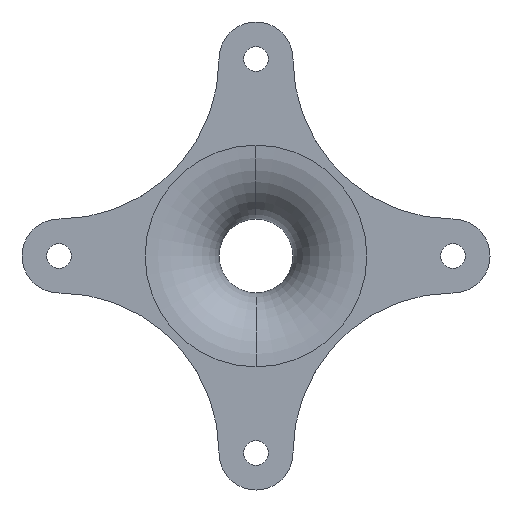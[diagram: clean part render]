
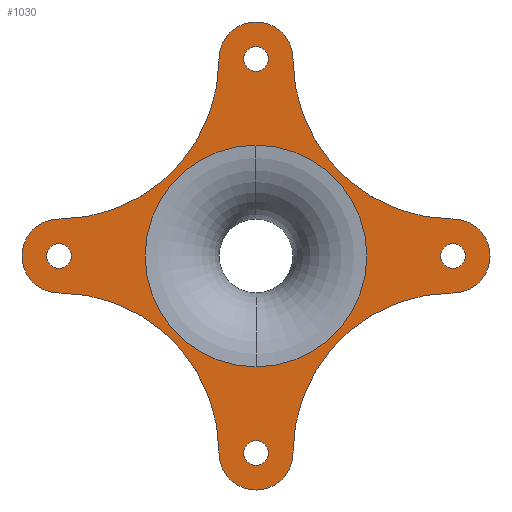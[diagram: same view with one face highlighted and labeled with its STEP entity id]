
A CAD part, front view. The second image highlights one B-rep face of the part: STEP entity #1030.
In plain terms, the highlighted planar face has unit normal (0, -1, 0).
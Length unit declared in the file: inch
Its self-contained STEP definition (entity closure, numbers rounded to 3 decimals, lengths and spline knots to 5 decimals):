
#1=CARTESIAN_POINT('',(0.,0.,-4.));
#2=DIRECTION('',(0.,-1.,0.));
#3=DIRECTION('',(1.,0.,0.));
#4=AXIS2_PLACEMENT_3D('',#1,#2,#3);
#6=CARTESIAN_POINT('',(0.,0.,-4.));
#7=DIRECTION('',(0.,-1.,0.));
#8=DIRECTION('',(-1.,0.,0.));
#9=AXIS2_PLACEMENT_3D('',#6,#7,#8);
#11=CARTESIAN_POINT('',(4.,0.,0.));
#12=DIRECTION('',(0.,-1.,0.));
#13=DIRECTION('',(1.,0.,0.));
#14=AXIS2_PLACEMENT_3D('',#11,#12,#13);
#16=CARTESIAN_POINT('',(4.,0.,0.));
#17=DIRECTION('',(0.,-1.,0.));
#18=DIRECTION('',(-1.,0.,0.));
#19=AXIS2_PLACEMENT_3D('',#16,#17,#18);
#21=CARTESIAN_POINT('',(0.,0.,4.));
#22=DIRECTION('',(0.,-1.,0.));
#23=DIRECTION('',(1.,0.,0.));
#24=AXIS2_PLACEMENT_3D('',#21,#22,#23);
#26=CARTESIAN_POINT('',(0.,0.,4.));
#27=DIRECTION('',(0.,-1.,0.));
#28=DIRECTION('',(-1.,0.,0.));
#29=AXIS2_PLACEMENT_3D('',#26,#27,#28);
#31=CARTESIAN_POINT('',(-4.,0.,0.));
#32=DIRECTION('',(0.,-1.,0.));
#33=DIRECTION('',(1.,0.,0.));
#34=AXIS2_PLACEMENT_3D('',#31,#32,#33);
#36=CARTESIAN_POINT('',(-4.,0.,0.));
#37=DIRECTION('',(0.,-1.,0.));
#38=DIRECTION('',(-1.,0.,0.));
#39=AXIS2_PLACEMENT_3D('',#36,#37,#38);
#41=CARTESIAN_POINT('',(-4.,0.,0.));
#42=DIRECTION('',(0.,1.,0.));
#43=DIRECTION('',(0.,0.,-1.));
#44=AXIS2_PLACEMENT_3D('',#41,#42,#43);
#46=CARTESIAN_POINT('',(0.,0.,4.));
#47=DIRECTION('',(0.,1.,0.));
#48=DIRECTION('',(-1.,0.,0.));
#49=AXIS2_PLACEMENT_3D('',#46,#47,#48);
#51=CARTESIAN_POINT('',(4.,0.,0.));
#52=DIRECTION('',(0.,1.,0.));
#53=DIRECTION('',(0.,0.,1.));
#54=AXIS2_PLACEMENT_3D('',#51,#52,#53);
#56=CARTESIAN_POINT('',(0.,0.,-4.));
#57=DIRECTION('',(0.,1.,0.));
#58=DIRECTION('',(1.,0.,0.));
#59=AXIS2_PLACEMENT_3D('',#56,#57,#58);
#61=CARTESIAN_POINT('',(0.,0.,0.));
#62=DIRECTION('',(0.,1.,0.));
#63=DIRECTION('',(0.,0.,1.));
#64=AXIS2_PLACEMENT_3D('',#61,#62,#63);
#66=CARTESIAN_POINT('',(0.,0.,0.));
#67=DIRECTION('',(0.,1.,0.));
#68=DIRECTION('',(0.,0.,-1.));
#69=AXIS2_PLACEMENT_3D('',#66,#67,#68);
#415=CARTESIAN_POINT('',(-4.,0.,-4.));
#416=DIRECTION('',(0.,1.,0.));
#417=DIRECTION('',(0.,0.,1.));
#418=AXIS2_PLACEMENT_3D('',#415,#416,#417);
#438=CARTESIAN_POINT('',(-4.,0.,4.));
#439=DIRECTION('',(0.,1.,0.));
#440=DIRECTION('',(1.,0.,0.));
#441=AXIS2_PLACEMENT_3D('',#438,#439,#440);
#461=CARTESIAN_POINT('',(4.,0.,4.));
#462=DIRECTION('',(0.,1.,0.));
#463=DIRECTION('',(0.,0.,-1.));
#464=AXIS2_PLACEMENT_3D('',#461,#462,#463);
#840=CARTESIAN_POINT('',(4.,0.,-4.));
#841=DIRECTION('',(0.,1.,0.));
#842=DIRECTION('',(-1.,0.,0.));
#843=AXIS2_PLACEMENT_3D('',#840,#841,#842);
#861=CARTESIAN_POINT('',(0.25,0.,-4.));
#862=CARTESIAN_POINT('',(-0.25,0.,-4.));
#863=VERTEX_POINT('',#861);
#864=VERTEX_POINT('',#862);
#865=CARTESIAN_POINT('',(4.25,0.,0.));
#866=CARTESIAN_POINT('',(3.75,0.,0.));
#867=VERTEX_POINT('',#865);
#868=VERTEX_POINT('',#866);
#869=CARTESIAN_POINT('',(0.25,0.,4.));
#870=CARTESIAN_POINT('',(-0.25,0.,4.));
#871=VERTEX_POINT('',#869);
#872=VERTEX_POINT('',#870);
#873=CARTESIAN_POINT('',(-3.75,0.,0.));
#874=CARTESIAN_POINT('',(-4.25,0.,0.));
#875=VERTEX_POINT('',#873);
#876=VERTEX_POINT('',#874);
#893=CARTESIAN_POINT('',(4.,0.,0.75));
#895=VERTEX_POINT('',#893);
#897=CARTESIAN_POINT('',(0.75,0.,4.));
#899=VERTEX_POINT('',#897);
#901=CARTESIAN_POINT('',(-0.75,0.,4.));
#903=VERTEX_POINT('',#901);
#905=CARTESIAN_POINT('',(-4.,0.,0.75));
#907=VERTEX_POINT('',#905);
#909=CARTESIAN_POINT('',(-4.,0.,-0.75));
#911=VERTEX_POINT('',#909);
#913=CARTESIAN_POINT('',(-0.75,0.,-4.));
#915=VERTEX_POINT('',#913);
#917=CARTESIAN_POINT('',(0.75,0.,-4.));
#919=VERTEX_POINT('',#917);
#921=CARTESIAN_POINT('',(4.,0.,-0.75));
#923=VERTEX_POINT('',#921);
#969=CARTESIAN_POINT('',(0.,0.,2.25));
#970=CARTESIAN_POINT('',(0.,0.,-2.25));
#971=VERTEX_POINT('',#969);
#972=VERTEX_POINT('',#970);
#977=CARTESIAN_POINT('',(0.,0.,0.));
#978=DIRECTION('',(0.,1.,0.));
#979=DIRECTION('',(1.,0.,0.));
#980=AXIS2_PLACEMENT_3D('',#977,#978,#979);
#981=PLANE('',#980);
#983=ORIENTED_EDGE('',*,*,#982,.T.);
#985=ORIENTED_EDGE('',*,*,#984,.F.);
#987=ORIENTED_EDGE('',*,*,#986,.T.);
#989=ORIENTED_EDGE('',*,*,#988,.F.);
#991=ORIENTED_EDGE('',*,*,#990,.T.);
#993=ORIENTED_EDGE('',*,*,#992,.F.);
#995=ORIENTED_EDGE('',*,*,#994,.T.);
#997=ORIENTED_EDGE('',*,*,#996,.F.);
#998=EDGE_LOOP('',(#983,#985,#987,#989,#991,#993,#995,#997));
#999=FACE_OUTER_BOUND('',#998,.F.);
#1001=ORIENTED_EDGE('',*,*,#1000,.T.);
#1003=ORIENTED_EDGE('',*,*,#1002,.T.);
#1004=EDGE_LOOP('',(#1001,#1003));
#1005=FACE_BOUND('',#1004,.F.);
#1007=ORIENTED_EDGE('',*,*,#1006,.T.);
#1009=ORIENTED_EDGE('',*,*,#1008,.T.);
#1010=EDGE_LOOP('',(#1007,#1009));
#1011=FACE_BOUND('',#1010,.F.);
#1013=ORIENTED_EDGE('',*,*,#1012,.T.);
#1015=ORIENTED_EDGE('',*,*,#1014,.T.);
#1016=EDGE_LOOP('',(#1013,#1015));
#1017=FACE_BOUND('',#1016,.F.);
#1019=ORIENTED_EDGE('',*,*,#1018,.T.);
#1021=ORIENTED_EDGE('',*,*,#1020,.T.);
#1022=EDGE_LOOP('',(#1019,#1021));
#1023=FACE_BOUND('',#1022,.F.);
#1025=ORIENTED_EDGE('',*,*,#1024,.F.);
#1027=ORIENTED_EDGE('',*,*,#1026,.F.);
#1028=EDGE_LOOP('',(#1025,#1027));
#1029=FACE_BOUND('',#1028,.F.);
#5=CIRCLE('',#4,0.25);
#10=CIRCLE('',#9,0.25);
#15=CIRCLE('',#14,0.25);
#20=CIRCLE('',#19,0.25);
#25=CIRCLE('',#24,0.25);
#30=CIRCLE('',#29,0.25);
#35=CIRCLE('',#34,0.25);
#40=CIRCLE('',#39,0.25);
#45=CIRCLE('',#44,0.75);
#50=CIRCLE('',#49,0.75);
#55=CIRCLE('',#54,0.75);
#60=CIRCLE('',#59,0.75);
#65=CIRCLE('',#64,2.25);
#70=CIRCLE('',#69,2.25);
#419=CIRCLE('',#418,3.25);
#442=CIRCLE('',#441,3.25);
#465=CIRCLE('',#464,3.25);
#844=CIRCLE('',#843,3.25);
#982=EDGE_CURVE('',#911,#907,#45,.T.);
#984=EDGE_CURVE('',#903,#907,#442,.T.);
#986=EDGE_CURVE('',#903,#899,#50,.T.);
#988=EDGE_CURVE('',#895,#899,#465,.T.);
#990=EDGE_CURVE('',#895,#923,#55,.T.);
#992=EDGE_CURVE('',#919,#923,#844,.T.);
#994=EDGE_CURVE('',#919,#915,#60,.T.);
#996=EDGE_CURVE('',#911,#915,#419,.T.);
#1000=EDGE_CURVE('',#867,#868,#15,.T.);
#1002=EDGE_CURVE('',#868,#867,#20,.T.);
#1006=EDGE_CURVE('',#871,#872,#25,.T.);
#1008=EDGE_CURVE('',#872,#871,#30,.T.);
#1012=EDGE_CURVE('',#875,#876,#35,.T.);
#1014=EDGE_CURVE('',#876,#875,#40,.T.);
#1018=EDGE_CURVE('',#863,#864,#5,.T.);
#1020=EDGE_CURVE('',#864,#863,#10,.T.);
#1024=EDGE_CURVE('',#971,#972,#65,.T.);
#1026=EDGE_CURVE('',#972,#971,#70,.T.);
#1030=ADVANCED_FACE('',(#999,#1005,#1011,#1017,#1023,#1029),#981,.F.);
